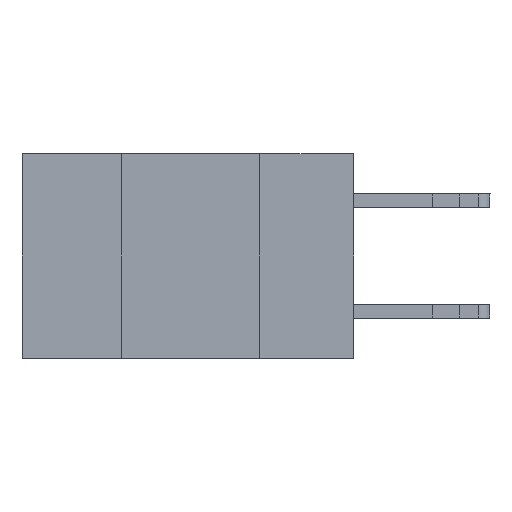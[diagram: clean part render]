
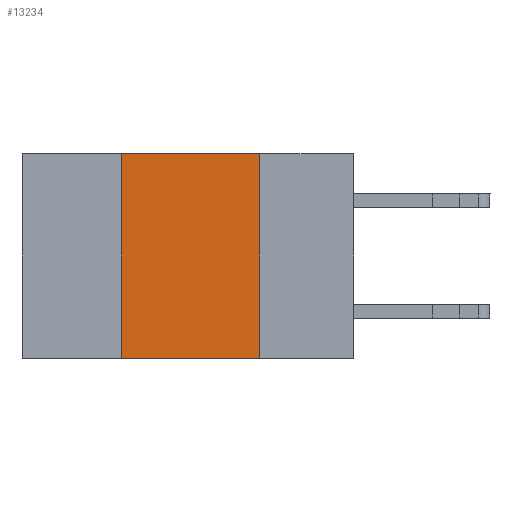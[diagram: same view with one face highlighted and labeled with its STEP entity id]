
A CAD part, left-side view. The second image highlights one B-rep face of the part: STEP entity #13234.
In plain terms, the highlighted planar face has unit normal (-1, 0, 0).
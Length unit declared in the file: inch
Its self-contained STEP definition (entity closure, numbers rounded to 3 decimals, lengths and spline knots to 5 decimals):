
#110 = DIRECTION ( 'NONE',  ( 0., -1., 0. ) ) ;
#499 = FACE_OUTER_BOUND ( 'NONE', #10266, .T. ) ;
#674 = VERTEX_POINT ( 'NONE', #5904 ) ;
#728 = EDGE_CURVE ( 'NONE', #17830, #674, #15646, .T. ) ;
#1504 = CARTESIAN_POINT ( 'NONE',  ( 0., 0.6, -0.37 ) ) ;
#1719 = PLANE ( 'NONE',  #7776 ) ;
#1811 = DIRECTION ( 'NONE',  ( 1., 0., 0. ) ) ;
#2448 = CARTESIAN_POINT ( 'NONE',  ( 0., 0.42, 0. ) ) ;
#3185 = CARTESIAN_POINT ( 'NONE',  ( 0., 0.42, 0. ) ) ;
#4522 = CARTESIAN_POINT ( 'NONE',  ( 0., 0.17, 0. ) ) ;
#5904 = CARTESIAN_POINT ( 'NONE',  ( 0., 0.17, -0.37 ) ) ;
#7760 = ORIENTED_EDGE ( 'NONE', *, *, #728, .T. ) ;
#7776 = AXIS2_PLACEMENT_3D ( 'NONE', #17543, #1811, #8834 ) ;
#8441 = EDGE_CURVE ( 'NONE', #17830, #11892, #15281, .T. ) ;
#8834 = DIRECTION ( 'NONE',  ( 0., 0., -1. ) ) ;
#8922 = DIRECTION ( 'NONE',  ( 0., -1., 0. ) ) ;
#9832 = VECTOR ( 'NONE', #8922, 39.37008 ) ;
#9852 = DIRECTION ( 'NONE',  ( 0., 0., 1. ) ) ;
#10252 = EDGE_CURVE ( 'NONE', #11892, #15177, #11992, .T. ) ;
#10266 = EDGE_LOOP ( 'NONE', ( #16172, #15974, #17938, #7760 ) ) ;
#11892 = VERTEX_POINT ( 'NONE', #3185 ) ;
#11992 = LINE ( 'NONE', #17628, #9832 ) ;
#12185 = CARTESIAN_POINT ( 'NONE',  ( 0., 0.17, 0. ) ) ;
#12791 = CARTESIAN_POINT ( 'NONE',  ( 0., 0.42, -0.37 ) ) ;
#13234 = ADVANCED_FACE ( 'NONE', ( #499 ), #1719, .F. ) ;
#13463 = EDGE_CURVE ( 'NONE', #15177, #674, #16322, .T. ) ;
#14258 = VECTOR ( 'NONE', #9852, 39.37008 ) ;
#15177 = VERTEX_POINT ( 'NONE', #4522 ) ;
#15278 = DIRECTION ( 'NONE',  ( 0., 0., -1. ) ) ;
#15281 = LINE ( 'NONE', #2448, #14258 ) ;
#15646 = LINE ( 'NONE', #1504, #16512 ) ;
#15974 = ORIENTED_EDGE ( 'NONE', *, *, #10252, .F. ) ;
#16172 = ORIENTED_EDGE ( 'NONE', *, *, #13463, .F. ) ;
#16322 = LINE ( 'NONE', #12185, #16751 ) ;
#16512 = VECTOR ( 'NONE', #110, 39.37008 ) ;
#16751 = VECTOR ( 'NONE', #15278, 39.37008 ) ;
#17543 = CARTESIAN_POINT ( 'NONE',  ( 0., 0.6, 0. ) ) ;
#17628 = CARTESIAN_POINT ( 'NONE',  ( 0., 0.6, 0. ) ) ;
#17830 = VERTEX_POINT ( 'NONE', #12791 ) ;
#17938 = ORIENTED_EDGE ( 'NONE', *, *, #8441, .F. ) ;
